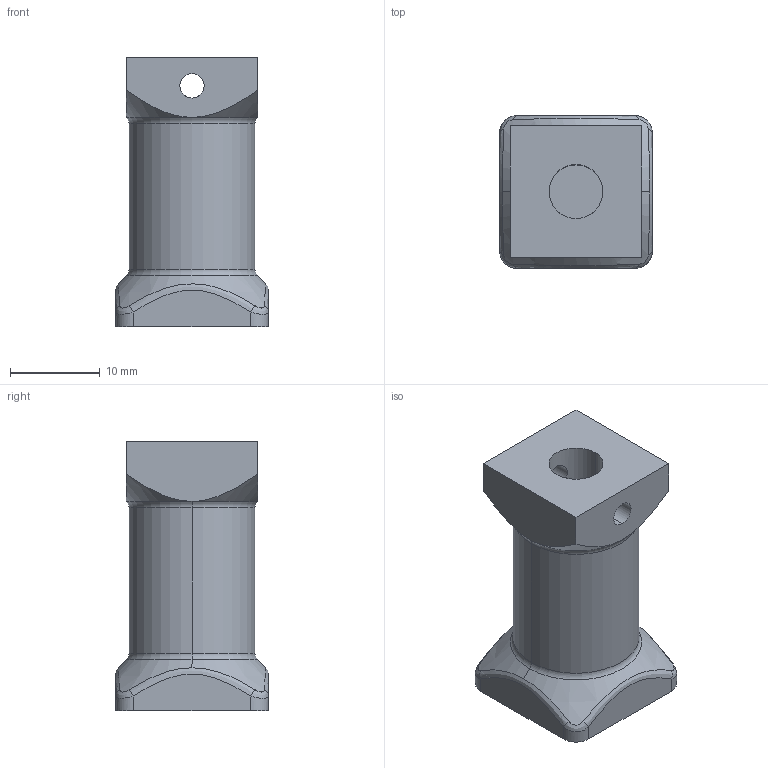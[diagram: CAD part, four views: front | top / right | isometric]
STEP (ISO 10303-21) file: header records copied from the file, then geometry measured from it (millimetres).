
FILE_DESCRIPTION(('STEP AP214'),'1');
FILE_NAME('Body.stp','2013-09-18T07:12:52',(' '),(' '),'Spatial InterOp 3D',' ',' ');
FILE_SCHEMA(('automotive_design'));
Length unit declared in the file: millimetre
Products named in the file (1): Body
Bounding box: 17 x 17 x 30 mm (x, y, z)
Volume: 4590.4 mm3; surface area: 2659.6 mm2
Topology: 1 solids, 1 shells, 47 faces, 111 edges, 69 vertices
Faces by surface type: plane 17, cylinder 14, bspline 8, torus 4, cone 4
Entity records: 3010 total; most frequent: CARTESIAN_POINT 1576, ORIENTED_EDGE 222, DIRECTION 200, EDGE_CURVE 111, AXIS2_PLACEMENT_3D 77, VERTEX_POINT 69, EDGE_LOOP 54, STYLED_ITEM 47
